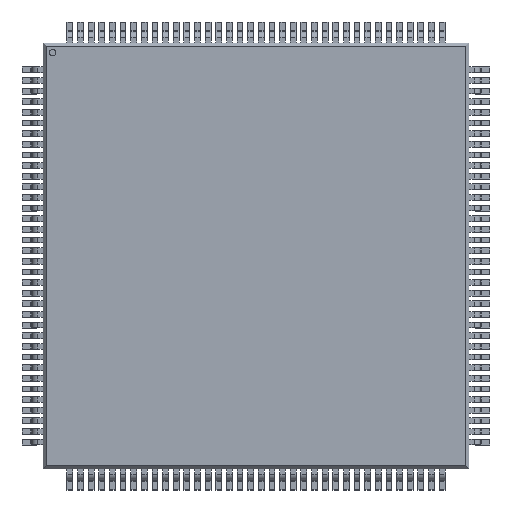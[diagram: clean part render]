
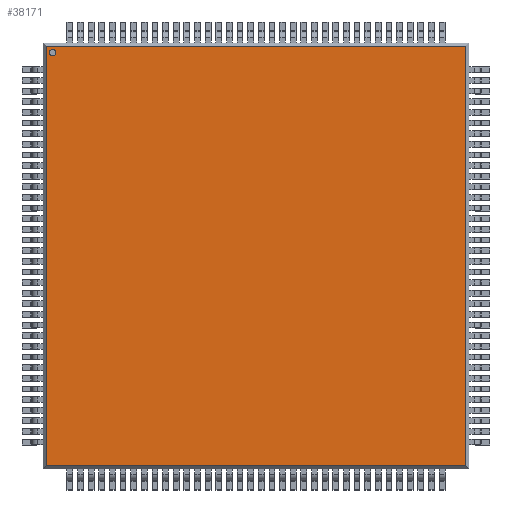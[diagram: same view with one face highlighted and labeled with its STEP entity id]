
A CAD part, top view. The second image highlights one B-rep face of the part: STEP entity #38171.
In plain terms, the highlighted planar face has unit normal (0, 0, 1).
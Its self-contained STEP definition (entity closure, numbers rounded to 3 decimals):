
#86=FACE_BOUND('',#5739,.T.);
#1313=CIRCLE('',#41208,0.15);
#3777=FACE_OUTER_BOUND('',#5738,.T.);
#5738=EDGE_LOOP('',(#32776,#32777,#32778,#32779));
#5739=EDGE_LOOP('',(#32780));
#9861=LINE('',#61926,#13926);
#9866=LINE('',#61936,#13931);
#9868=LINE('',#61940,#13933);
#9871=LINE('',#61945,#13936);
#13926=VECTOR('',#51338,1.);
#13931=VECTOR('',#51345,1.);
#13933=VECTOR('',#51349,1.);
#13936=VECTOR('',#51354,1.);
#17412=VERTEX_POINT('',#61918);
#17413=VERTEX_POINT('',#61924);
#17414=VERTEX_POINT('',#61925);
#17418=VERTEX_POINT('',#61935);
#17419=VERTEX_POINT('',#61939);
#22623=EDGE_CURVE('',#17412,#17412,#1313,.T.);
#22625=EDGE_CURVE('',#17413,#17414,#9861,.T.);
#22630=EDGE_CURVE('',#17414,#17418,#9866,.T.);
#22632=EDGE_CURVE('',#17419,#17413,#9868,.T.);
#22635=EDGE_CURVE('',#17418,#17419,#9871,.T.);
#32776=ORIENTED_EDGE('',*,*,#22625,.F.);
#32777=ORIENTED_EDGE('',*,*,#22632,.F.);
#32778=ORIENTED_EDGE('',*,*,#22635,.F.);
#32779=ORIENTED_EDGE('',*,*,#22630,.F.);
#32780=ORIENTED_EDGE('',*,*,#22623,.T.);
#34393=PLANE('',#41217);
#38171=ADVANCED_FACE('',(#3777,#86),#34393,.T.);
#41208=AXIS2_PLACEMENT_3D('',#61920,#51330,#51331);
#41217=AXIS2_PLACEMENT_3D('',#61957,#51365,#51366);
#51330=DIRECTION('center_axis',(0.,0.,-1.));
#51331=DIRECTION('ref_axis',(1.,0.,0.));
#51338=DIRECTION('',(0.,-1.,0.));
#51345=DIRECTION('',(-1.,0.,0.));
#51349=DIRECTION('',(1.,0.,0.));
#51354=DIRECTION('',(0.,1.,0.));
#51365=DIRECTION('center_axis',(0.,0.,1.));
#51366=DIRECTION('ref_axis',(1.,0.,0.));
#61918=CARTESIAN_POINT('',(-9.71,9.56,1.65));
#61920=CARTESIAN_POINT('Origin',(-9.56,9.56,1.65));
#61924=CARTESIAN_POINT('',(9.855,9.855,1.65));
#61925=CARTESIAN_POINT('',(9.855,-9.855,1.65));
#61926=CARTESIAN_POINT('',(9.855,0.,1.65));
#61935=CARTESIAN_POINT('',(-9.855,-9.855,1.65));
#61936=CARTESIAN_POINT('',(0.,-9.855,1.65));
#61939=CARTESIAN_POINT('',(-9.855,9.855,1.65));
#61940=CARTESIAN_POINT('',(0.,9.855,1.65));
#61945=CARTESIAN_POINT('',(-9.855,0.,1.65));
#61957=CARTESIAN_POINT('Origin',(0.,0.,1.65));
